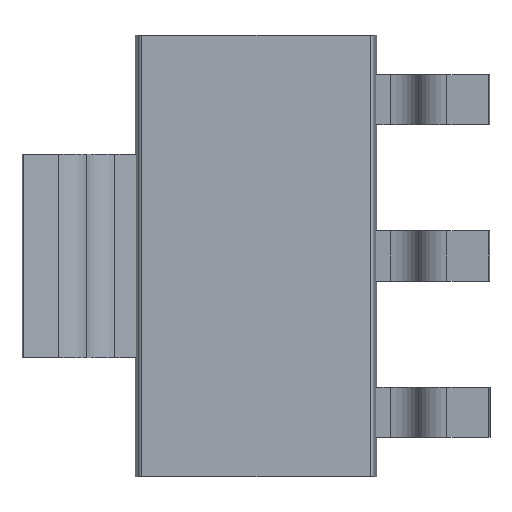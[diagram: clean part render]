
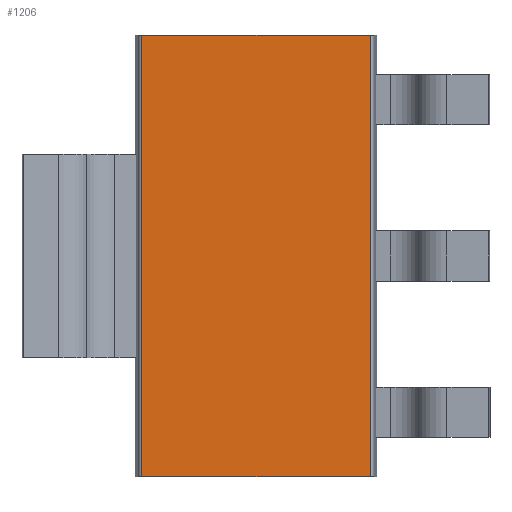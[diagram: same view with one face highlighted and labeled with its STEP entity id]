
A CAD part, front view. The second image highlights one B-rep face of the part: STEP entity #1206.
In plain terms, the highlighted planar face has unit normal (0, -1, 0).
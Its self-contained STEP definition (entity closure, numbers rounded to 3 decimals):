
#80=FACE_OUTER_BOUND('',#144,.T.);
#144=EDGE_LOOP('',(#787,#788,#789,#790));
#217=LINE('',#1788,#351);
#218=LINE('',#1791,#352);
#219=LINE('',#1793,#353);
#220=LINE('',#1794,#354);
#351=VECTOR('',#1440,6.5);
#352=VECTOR('',#1443,3.366);
#353=VECTOR('',#1444,3.366);
#354=VECTOR('',#1445,6.5);
#484=VERTEX_POINT('',#1782);
#486=VERTEX_POINT('',#1786);
#487=VERTEX_POINT('',#1790);
#488=VERTEX_POINT('',#1792);
#607=EDGE_CURVE('',#484,#486,#217,.T.);
#608=EDGE_CURVE('',#484,#487,#218,.T.);
#609=EDGE_CURVE('',#486,#488,#219,.T.);
#610=EDGE_CURVE('',#488,#487,#220,.F.);
#787=ORIENTED_EDGE('',*,*,#608,.F.);
#788=ORIENTED_EDGE('',*,*,#607,.T.);
#789=ORIENTED_EDGE('',*,*,#609,.T.);
#790=ORIENTED_EDGE('',*,*,#610,.T.);
#1095=PLANE('',#1305);
#1206=ADVANCED_FACE('',(#80),#1095,.F.);
#1305=AXIS2_PLACEMENT_3D('',#1789,#1441,#1442);
#1440=DIRECTION('',(0.,0.,-1.));
#1441=DIRECTION('center_axis',(0.,1.,0.));
#1442=DIRECTION('ref_axis',(0.,0.,1.));
#1443=DIRECTION('',(1.,0.,0.));
#1444=DIRECTION('',(1.,0.,0.));
#1445=DIRECTION('',(0.,0.,-1.));
#1782=CARTESIAN_POINT('',(-13.021,8.505,2.911));
#1786=CARTESIAN_POINT('',(-13.021,8.505,-3.589));
#1788=CARTESIAN_POINT('',(-13.021,8.505,2.911));
#1789=CARTESIAN_POINT('Origin',(-13.068,8.505,2.911));
#1790=CARTESIAN_POINT('',(-9.655,8.505,2.911));
#1791=CARTESIAN_POINT('',(-13.021,8.505,2.911));
#1792=CARTESIAN_POINT('',(-9.655,8.505,-3.589));
#1793=CARTESIAN_POINT('',(-13.021,8.505,-3.589));
#1794=CARTESIAN_POINT('',(-9.655,8.505,2.911));
